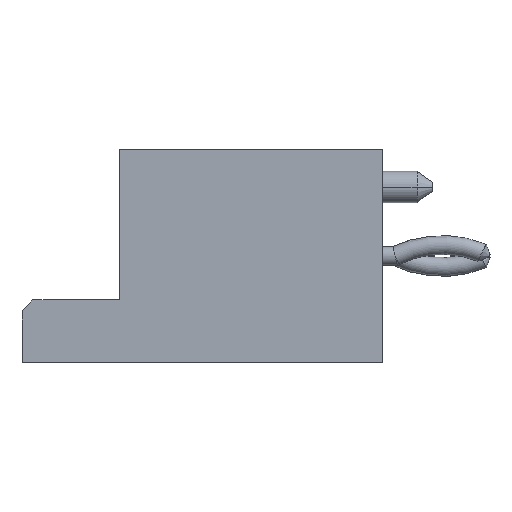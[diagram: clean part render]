
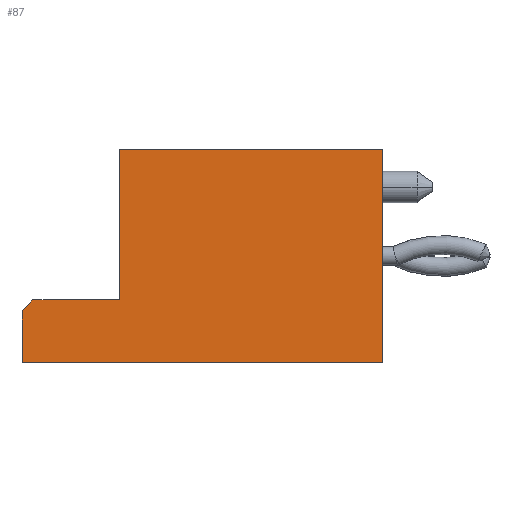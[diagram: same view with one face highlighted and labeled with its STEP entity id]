
A CAD part, left-side view. The second image highlights one B-rep face of the part: STEP entity #87.
In plain terms, the highlighted planar face has unit normal (-1, 0, 0).
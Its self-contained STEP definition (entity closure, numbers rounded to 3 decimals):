
#87=ADVANCED_FACE('',(#319),#320,.F.);
#319=FACE_OUTER_BOUND('',#851,.T.);
#320=PLANE('',#852);
#851=EDGE_LOOP('',(#1684,#1685,#1686,#1687,#1688,#1689,#1690));
#852=AXIS2_PLACEMENT_3D('',#1691,#1692,#1693);
#1684=ORIENTED_EDGE('',*,*,#3041,.F.);
#1685=ORIENTED_EDGE('',*,*,#3042,.F.);
#1686=ORIENTED_EDGE('',*,*,#3043,.F.);
#1687=ORIENTED_EDGE('',*,*,#3044,.F.);
#1688=ORIENTED_EDGE('',*,*,#3045,.F.);
#1689=ORIENTED_EDGE('',*,*,#3046,.F.);
#1690=ORIENTED_EDGE('',*,*,#3047,.F.);
#1691=CARTESIAN_POINT('',(-6.2,0.0,0.0));
#1692=DIRECTION('',(1.0,0.0,0.0));
#1693=DIRECTION('',(0.0,1.0,0.0));
#3041=EDGE_CURVE('',#3615,#3616,#3617,.T.);
#3042=EDGE_CURVE('',#3618,#3615,#3619,.T.);
#3043=EDGE_CURVE('',#3620,#3618,#3621,.T.);
#3044=EDGE_CURVE('',#3622,#3620,#3623,.T.);
#3045=EDGE_CURVE('',#3624,#3622,#3625,.T.);
#3046=EDGE_CURVE('',#3626,#3624,#3627,.T.);
#3047=EDGE_CURVE('',#3616,#3626,#3628,.T.);
#3615=VERTEX_POINT('',#4761);
#3616=VERTEX_POINT('',#4762);
#3617=LINE('',#4763,#4764);
#3618=VERTEX_POINT('',#4765);
#3619=LINE('',#4766,#4767);
#3620=VERTEX_POINT('',#4768);
#3621=LINE('',#4769,#4770);
#3622=VERTEX_POINT('',#4771);
#3623=LINE('',#4772,#4773);
#3624=VERTEX_POINT('',#4774);
#3625=LINE('',#4775,#4776);
#3626=VERTEX_POINT('',#4777);
#3627=LINE('',#4778,#4779);
#3628=LINE('',#4780,#4781);
#4761=CARTESIAN_POINT('',(-6.2,2.65,-1.4));
#4762=CARTESIAN_POINT('',(-6.2,2.65,3.4));
#4763=CARTESIAN_POINT('',(-6.2,2.65,-1.4));
#4764=VECTOR('',#5938,1000.0);
#4765=CARTESIAN_POINT('',(-6.2,5.4,-1.4));
#4766=CARTESIAN_POINT('',(-6.2,5.4,-1.4));
#4767=VECTOR('',#5939,1000.0);
#4768=CARTESIAN_POINT('',(-6.2,5.75,-1.75));
#4769=CARTESIAN_POINT('',(-6.2,5.75,-1.75));
#4770=VECTOR('',#5940,1000.0);
#4771=CARTESIAN_POINT('',(-6.2,5.75,-3.4));
#4772=CARTESIAN_POINT('',(-6.2,5.75,-3.4));
#4773=VECTOR('',#5941,1000.0);
#4774=CARTESIAN_POINT('',(-6.2,-5.75,-3.4));
#4775=CARTESIAN_POINT('',(-6.2,-5.75,-3.4));
#4776=VECTOR('',#5942,1000.0);
#4777=CARTESIAN_POINT('',(-6.2,-5.75,3.4));
#4778=CARTESIAN_POINT('',(-6.2,-5.75,3.4));
#4779=VECTOR('',#5943,1000.0);
#4780=CARTESIAN_POINT('',(-6.2,2.65,3.4));
#4781=VECTOR('',#5944,1000.0);
#5938=DIRECTION('',(0.0,0.0,1.0));
#5939=DIRECTION('',(0.0,-1.0,0.0));
#5940=DIRECTION('',(0.0,-0.707,0.707));
#5941=DIRECTION('',(0.0,0.0,1.0));
#5942=DIRECTION('',(0.0,1.0,0.0));
#5943=DIRECTION('',(0.0,0.0,-1.0));
#5944=DIRECTION('',(0.0,-1.0,0.0));
